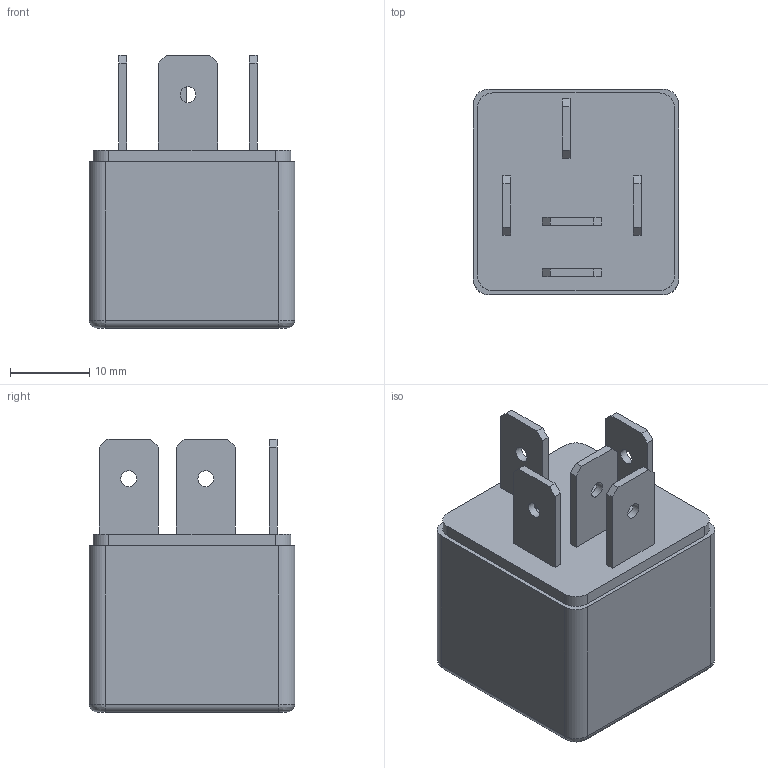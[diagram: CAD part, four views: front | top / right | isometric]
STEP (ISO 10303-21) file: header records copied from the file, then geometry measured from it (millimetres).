
FILE_DESCRIPTION(/* description */ (''),/* implementation_level */ '2;1');
FILE_NAME(/* name */ '24v relay.stp',/* time_stamp */ '2015-01-28T11:06:49+00:00',/* author */ ('kevin.shaw'),/* organization */ (''),/* preprocessor_version */ 'ST-DEVELOPER v15.6',/* originating_system */ 'Autodesk Inventor 2015',/* authorisation */ '');
FILE_SCHEMA (('AUTOMOTIVE_DESIGN { 1 0 10303 214 3 1 1 }'));
Length unit declared in the file: millimetre
Products named in the file (1): 307470 (24v relay)
Bounding box: 26 x 26 x 34.6 mm (x, y, z)
Volume: 15465 mm3; surface area: 4606.8 mm2
Topology: 1 solids, 1 shells, 718 faces, 1934 edges, 1287 vertices
Faces by surface type: plane 398, bspline 303, cylinder 17
Full cylindrical faces by diameter (mm): 2 x5
Entity records: 24953 total; most frequent: CARTESIAN_POINT 8377, ORIENTED_EDGE 3850, DIRECTION 2196, EDGE_CURVE 1924, LINE 1288, VECTOR 1288, VERTEX_POINT 1282, EDGE_LOOP 802
